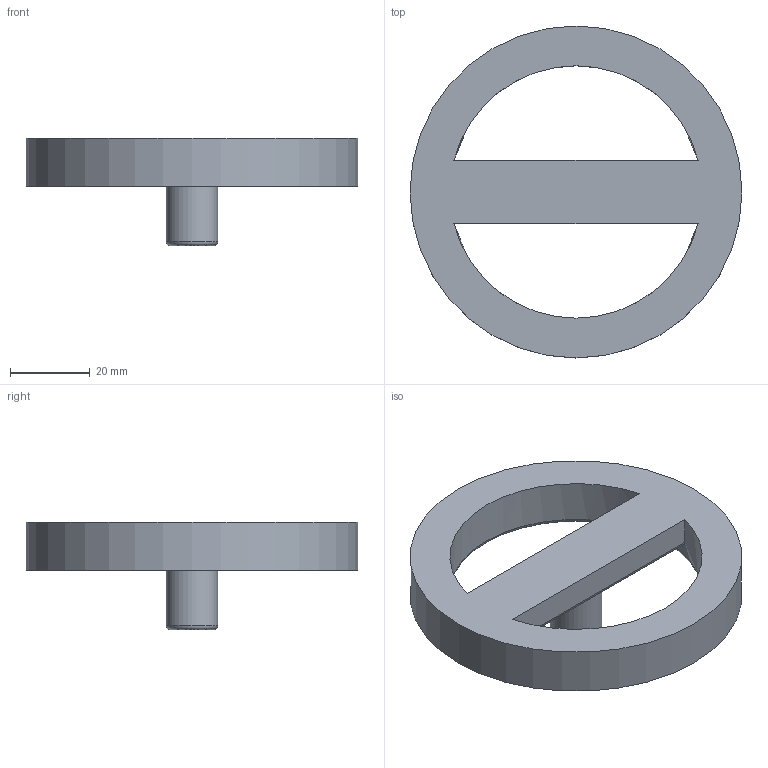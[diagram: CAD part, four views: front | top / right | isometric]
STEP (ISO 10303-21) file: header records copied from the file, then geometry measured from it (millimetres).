
FILE_DESCRIPTION(/* description */ (''),/* implementation_level */ '2;1');
FILE_NAME(/* name */ '50mm Shower Head.step',/* time_stamp */ '2024-02-22T18:04:00+11:00',/* author */ (''),/* organization */ (''),/* preprocessor_version */ 'ST-DEVELOPER v20',/* originating_system */ 'Autodesk Translation Framework v12.20.1.177',/* authorisation */ '');
FILE_SCHEMA (('AUTOMOTIVE_DESIGN { 1 0 10303 214 3 1 1 }'));
Length unit declared in the file: millimetre
Products named in the file (1): 50mm Shower Head
Bounding box: 83.4 x 83.4 x 27 mm (x, y, z)
Volume: 25387.9 mm3; surface area: 21950.5 mm2
Topology: 1 solids, 1 shells, 20 faces, 52 edges, 34 vertices
Faces by surface type: cylinder 9, plane 7, torus 3, cone 1
Full cylindrical faces by diameter (mm): 9 x1, 13 x1, 63.4 x1, 78.4 x1, 79.4 x1, 83.4 x1
Entity records: 806 total; most frequent: CARTESIAN_POINT 258, DIRECTION 109, ORIENTED_EDGE 104, EDGE_CURVE 52, AXIS2_PLACEMENT_3D 45, VERTEX_POINT 34, EDGE_LOOP 28, CIRCLE 24
